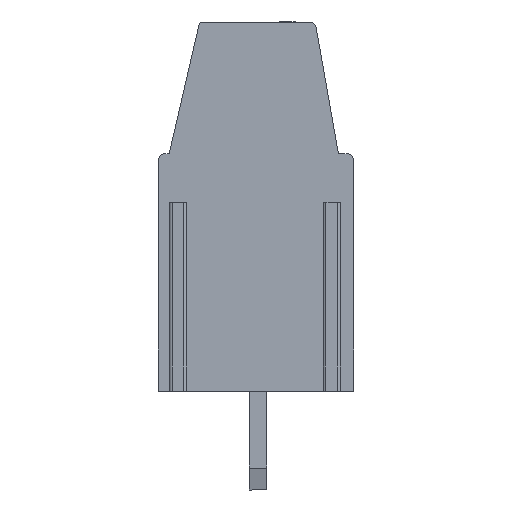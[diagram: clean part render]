
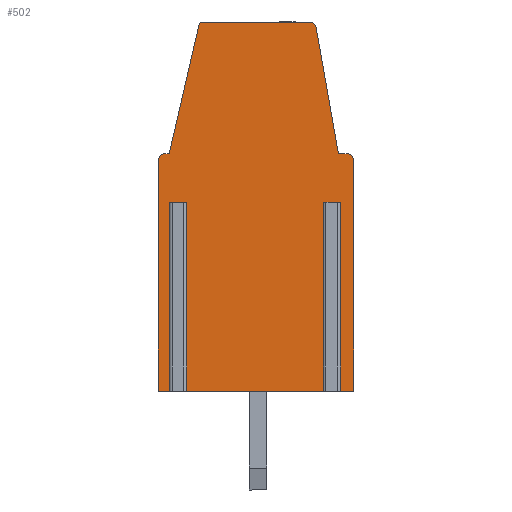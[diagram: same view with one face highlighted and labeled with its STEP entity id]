
A CAD part, left-side view. The second image highlights one B-rep face of the part: STEP entity #502.
In plain terms, the highlighted planar face has unit normal (-1, 0, 0).
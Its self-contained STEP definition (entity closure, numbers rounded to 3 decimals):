
#502 = ADVANCED_FACE( '', ( #1250 ), #1251, .T. );
#1250 = FACE_OUTER_BOUND( '', #2283, .T. );
#1251 = PLANE( '', #2284 );
#2283 = EDGE_LOOP( '', ( #3784, #3785, #3786, #3787, #3788, #3789, #3790, #3791, #3792, #3793, #3794, #3795, #3796, #3797, #3798, #3799, #3800, #3801, #3802, #3803 ) );
#2284 = AXIS2_PLACEMENT_3D( '', #3804, #3805, #3806 );
#3784 = ORIENTED_EDGE( '', *, *, #6290, .F. );
#3785 = ORIENTED_EDGE( '', *, *, #5872, .T. );
#3786 = ORIENTED_EDGE( '', *, *, #6307, .T. );
#3787 = ORIENTED_EDGE( '', *, *, #6089, .T. );
#3788 = ORIENTED_EDGE( '', *, *, #6308, .T. );
#3789 = ORIENTED_EDGE( '', *, *, #5988, .T. );
#3790 = ORIENTED_EDGE( '', *, *, #6309, .F. );
#3791 = ORIENTED_EDGE( '', *, *, #6081, .T. );
#3792 = ORIENTED_EDGE( '', *, *, #5888, .F. );
#3793 = ORIENTED_EDGE( '', *, *, #6310, .T. );
#3794 = ORIENTED_EDGE( '', *, *, #6311, .T. );
#3795 = ORIENTED_EDGE( '', *, *, #6026, .T. );
#3796 = ORIENTED_EDGE( '', *, *, #6312, .T. );
#3797 = ORIENTED_EDGE( '', *, *, #6313, .T. );
#3798 = ORIENTED_EDGE( '', *, *, #6314, .T. );
#3799 = ORIENTED_EDGE( '', *, *, #6315, .T. );
#3800 = ORIENTED_EDGE( '', *, *, #5910, .T. );
#3801 = ORIENTED_EDGE( '', *, *, #6316, .T. );
#3802 = ORIENTED_EDGE( '', *, *, #6317, .T. );
#3803 = ORIENTED_EDGE( '', *, *, #6063, .T. );
#3804 = CARTESIAN_POINT( '', ( 189.737, 114.598, 0. ) );
#3805 = DIRECTION( '', ( -1., 0., 0. ) );
#3806 = DIRECTION( '', ( 0., -1., 0. ) );
#5872 = EDGE_CURVE( '', #6964, #6961, #6965, .T. );
#5888 = EDGE_CURVE( '', #6992, #6987, #6994, .T. );
#5910 = EDGE_CURVE( '', #7033, #7031, #7034, .T. );
#5988 = EDGE_CURVE( '', #7168, #7169, #7170, .T. );
#6026 = EDGE_CURVE( '', #7237, #7235, #7238, .T. );
#6063 = EDGE_CURVE( '', #7302, #7303, #7304, .T. );
#6081 = EDGE_CURVE( '', #7337, #6987, #7338, .T. );
#6089 = EDGE_CURVE( '', #7353, #7351, #7354, .T. );
#6290 = EDGE_CURVE( '', #6964, #7303, #7683, .F. );
#6307 = EDGE_CURVE( '', #6961, #7353, #7709, .F. );
#6308 = EDGE_CURVE( '', #7351, #7168, #7710, .T. );
#6309 = EDGE_CURVE( '', #7337, #7169, #7711, .T. );
#6310 = EDGE_CURVE( '', #6992, #7712, #7713, .T. );
#6311 = EDGE_CURVE( '', #7712, #7237, #7714, .T. );
#6312 = EDGE_CURVE( '', #7235, #7715, #7716, .T. );
#6313 = EDGE_CURVE( '', #7715, #7717, #7718, .T. );
#6314 = EDGE_CURVE( '', #7717, #7719, #7720, .T. );
#6315 = EDGE_CURVE( '', #7719, #7033, #7721, .T. );
#6316 = EDGE_CURVE( '', #7031, #7722, #7723, .T. );
#6317 = EDGE_CURVE( '', #7722, #7302, #7724, .T. );
#6961 = VERTEX_POINT( '', #8579 );
#6964 = VERTEX_POINT( '', #8582 );
#6965 = LINE( '', #8583, #8584 );
#6987 = VERTEX_POINT( '', #8613 );
#6992 = VERTEX_POINT( '', #8620 );
#6994 = LINE( '', #8623, #8624 );
#7031 = VERTEX_POINT( '', #8674 );
#7033 = VERTEX_POINT( '', #8677 );
#7034 = LINE( '', #8678, #8679 );
#7168 = VERTEX_POINT( '', #8868 );
#7169 = VERTEX_POINT( '', #8869 );
#7170 = LINE( '', #8870, #8871 );
#7235 = VERTEX_POINT( '', #8962 );
#7237 = VERTEX_POINT( '', #8965 );
#7238 = LINE( '', #8966, #8967 );
#7302 = VERTEX_POINT( '', #9051 );
#7303 = VERTEX_POINT( '', #9052 );
#7304 = LINE( '', #9053, #9054 );
#7337 = VERTEX_POINT( '', #9097 );
#7338 = LINE( '', #9098, #9099 );
#7351 = VERTEX_POINT( '', #9115 );
#7353 = VERTEX_POINT( '', #9117 );
#7354 = LINE( '', #9118, #9119 );
#7683 = LINE( '', #9587, #9588 );
#7709 = LINE( '', #9623, #9624 );
#7710 = LINE( '', #9625, #9626 );
#7711 = LINE( '', #9627, #9628 );
#7712 = VERTEX_POINT( '', #9629 );
#7713 = CIRCLE( '', #9630, 0.3 );
#7714 = LINE( '', #9631, #9632 );
#7715 = VERTEX_POINT( '', #9633 );
#7716 = CIRCLE( '', #9634, 0.3 );
#7717 = VERTEX_POINT( '', #9635 );
#7718 = LINE( '', #9636, #9637 );
#7719 = VERTEX_POINT( '', #9638 );
#7720 = CIRCLE( '', #9639, 0.2 );
#7721 = LINE( '', #9640, #9641 );
#7722 = VERTEX_POINT( '', #9642 );
#7723 = CIRCLE( '', #9643, 0.3 );
#7724 = LINE( '', #9644, #9645 );
#8579 = CARTESIAN_POINT( '', ( 189.737, 114.818, 8.6 ) );
#8582 = CARTESIAN_POINT( '', ( 189.737, 115.478, 8.6 ) );
#8583 = CARTESIAN_POINT( '', ( 189.737, 114.818, 8.6 ) );
#8584 = VECTOR( '', #10827, 1000. );
#8613 = CARTESIAN_POINT( '', ( 189.737, 107.148, 0. ) );
#8620 = CARTESIAN_POINT( '', ( 189.737, 107.148, 10.5 ) );
#8623 = CARTESIAN_POINT( '', ( 189.737, 107.148, 5.1 ) );
#8624 = VECTOR( '', #10847, 1000. );
#8674 = CARTESIAN_POINT( '', ( 189.737, 115.748, 10.8 ) );
#8677 = CARTESIAN_POINT( '', ( 189.737, 115.548, 10.8 ) );
#8678 = CARTESIAN_POINT( '', ( 189.737, 115.748, 10.8 ) );
#8679 = VECTOR( '', #10868, 1000. );
#8868 = CARTESIAN_POINT( '', ( 189.737, 108.478, 8.6 ) );
#8869 = CARTESIAN_POINT( '', ( 189.737, 107.818, 8.6 ) );
#8870 = CARTESIAN_POINT( '', ( 189.737, 107.818, 8.6 ) );
#8871 = VECTOR( '', #10942, 1000. );
#8962 = CARTESIAN_POINT( '', ( 189.737, 108.863, 16.552 ) );
#8965 = CARTESIAN_POINT( '', ( 189.737, 107.848, 10.8 ) );
#8966 = CARTESIAN_POINT( '', ( 189.737, 108.863, 16.552 ) );
#8967 = VECTOR( '', #10982, 1000. );
#9051 = CARTESIAN_POINT( '', ( 189.737, 116.048, 0. ) );
#9052 = CARTESIAN_POINT( '', ( 189.737, 115.478, 0. ) );
#9053 = CARTESIAN_POINT( '', ( 189.737, 107.133, 0. ) );
#9054 = VECTOR( '', #11030, 1000. );
#9097 = CARTESIAN_POINT( '', ( 189.737, 107.818, 0. ) );
#9098 = CARTESIAN_POINT( '', ( 189.737, 107.133, 0. ) );
#9099 = VECTOR( '', #11062, 1000. );
#9115 = CARTESIAN_POINT( '', ( 189.737, 108.478, 0. ) );
#9117 = CARTESIAN_POINT( '', ( 189.737, 114.818, 0. ) );
#9118 = CARTESIAN_POINT( '', ( 189.737, 107.133, 0. ) );
#9119 = VECTOR( '', #11078, 1000. );
#9587 = CARTESIAN_POINT( '', ( 189.737, 115.478, 0. ) );
#9588 = VECTOR( '', #11284, 1000. );
#9623 = CARTESIAN_POINT( '', ( 189.737, 114.818, 0. ) );
#9624 = VECTOR( '', #11300, 1000. );
#9625 = CARTESIAN_POINT( '', ( 189.737, 108.478, 0. ) );
#9626 = VECTOR( '', #11301, 1000. );
#9627 = CARTESIAN_POINT( '', ( 189.737, 107.818, 0. ) );
#9628 = VECTOR( '', #11302, 1000. );
#9629 = CARTESIAN_POINT( '', ( 189.737, 107.448, 10.8 ) );
#9630 = AXIS2_PLACEMENT_3D( '', #11303, #11304, #11305 );
#9631 = CARTESIAN_POINT( '', ( 189.737, 107.848, 10.8 ) );
#9632 = VECTOR( '', #11306, 1000. );
#9633 = CARTESIAN_POINT( '', ( 189.737, 109.158, 16.8 ) );
#9634 = AXIS2_PLACEMENT_3D( '', #11307, #11308, #11309 );
#9635 = CARTESIAN_POINT( '', ( 189.737, 114.004, 16.8 ) );
#9636 = CARTESIAN_POINT( '', ( 189.737, 114.004, 16.8 ) );
#9637 = VECTOR( '', #11310, 1000. );
#9638 = CARTESIAN_POINT( '', ( 189.737, 114.199, 16.645 ) );
#9639 = AXIS2_PLACEMENT_3D( '', #11311, #11312, #11313 );
#9640 = CARTESIAN_POINT( '', ( 189.737, 115.548, 10.8 ) );
#9641 = VECTOR( '', #11314, 1000. );
#9642 = CARTESIAN_POINT( '', ( 189.737, 116.048, 10.5 ) );
#9643 = AXIS2_PLACEMENT_3D( '', #11315, #11316, #11317 );
#9644 = CARTESIAN_POINT( '', ( 189.737, 116.048, 0. ) );
#9645 = VECTOR( '', #11318, 1000. );
#10827 = DIRECTION( '', ( 0., -1., 0. ) );
#10847 = DIRECTION( '', ( 0., 0., -1. ) );
#10868 = DIRECTION( '', ( 0., 1., 0. ) );
#10942 = DIRECTION( '', ( 0., -1., 0. ) );
#10982 = DIRECTION( '', ( 0., 0.174, 0.985 ) );
#11030 = DIRECTION( '', ( 0., -1., 0. ) );
#11062 = DIRECTION( '', ( 0., -1., 0. ) );
#11078 = DIRECTION( '', ( 0., -1., 0. ) );
#11284 = DIRECTION( '', ( 0., 0., 1. ) );
#11300 = DIRECTION( '', ( 0., 0., 1. ) );
#11301 = DIRECTION( '', ( 0., 0., 1. ) );
#11302 = DIRECTION( '', ( 0., 0., 1. ) );
#11303 = CARTESIAN_POINT( '', ( 189.737, 107.448, 10.5 ) );
#11304 = DIRECTION( '', ( -1., 0., 0. ) );
#11305 = DIRECTION( '', ( 0., 0., 1. ) );
#11306 = DIRECTION( '', ( 0., 1., 0. ) );
#11307 = CARTESIAN_POINT( '', ( 189.737, 109.158, 16.5 ) );
#11308 = DIRECTION( '', ( -1., 0., 0. ) );
#11309 = DIRECTION( '', ( 0., 0., 1. ) );
#11310 = DIRECTION( '', ( 0., 1., 0. ) );
#11311 = CARTESIAN_POINT( '', ( 189.737, 114.004, 16.6 ) );
#11312 = DIRECTION( '', ( -1., 0., 0. ) );
#11313 = DIRECTION( '', ( 0., 0., 1. ) );
#11314 = DIRECTION( '', ( 0., 0.225, -0.974 ) );
#11315 = CARTESIAN_POINT( '', ( 189.737, 115.748, 10.5 ) );
#11316 = DIRECTION( '', ( -1., 0., 0. ) );
#11317 = DIRECTION( '', ( 0., 0., 1. ) );
#11318 = DIRECTION( '', ( 0., 0., -1. ) );
